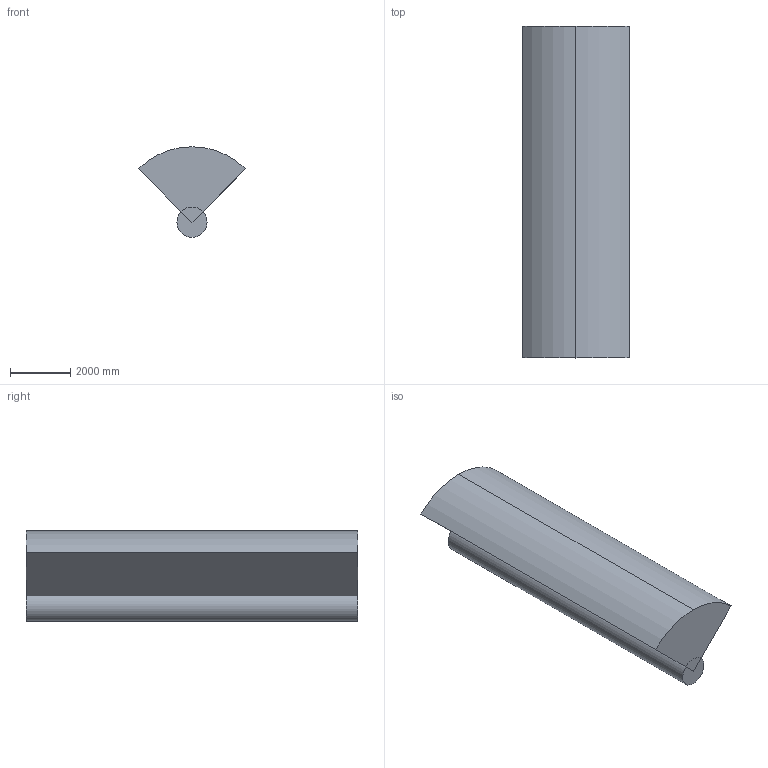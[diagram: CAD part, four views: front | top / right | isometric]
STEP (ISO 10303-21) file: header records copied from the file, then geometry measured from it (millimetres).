
FILE_DESCRIPTION (( 'STEP AP214' ), '1' );
FILE_NAME ('Assem Flap In.STEP', '2026-01-05T02:43:36', ( '' ), ( '' ), 'SwSTEP 2.0', 'SolidWorks 2025', '' );
FILE_SCHEMA (( 'AUTOMOTIVE_DESIGN' ));
Length unit declared in the file: millimetre
Products named in the file (1): Assem Flap In
Bounding box: 3535.53 x 11000 x 3000 mm (x, y, z)
Volume: 62626999025.8 mm3; surface area: 144118095.9 mm2
Topology: 2 solids, 2 shells, 24 faces, 56 edges, 36 vertices
Faces by surface type: plane 17, cylinder 6, bspline 1
Entity records: 976 total; most frequent: CARTESIAN_POINT 389, DIRECTION 117, ORIENTED_EDGE 110, EDGE_CURVE 55, AXIS2_PLACEMENT_3D 40, VECTOR 37, LINE 37, VERTEX_POINT 36
